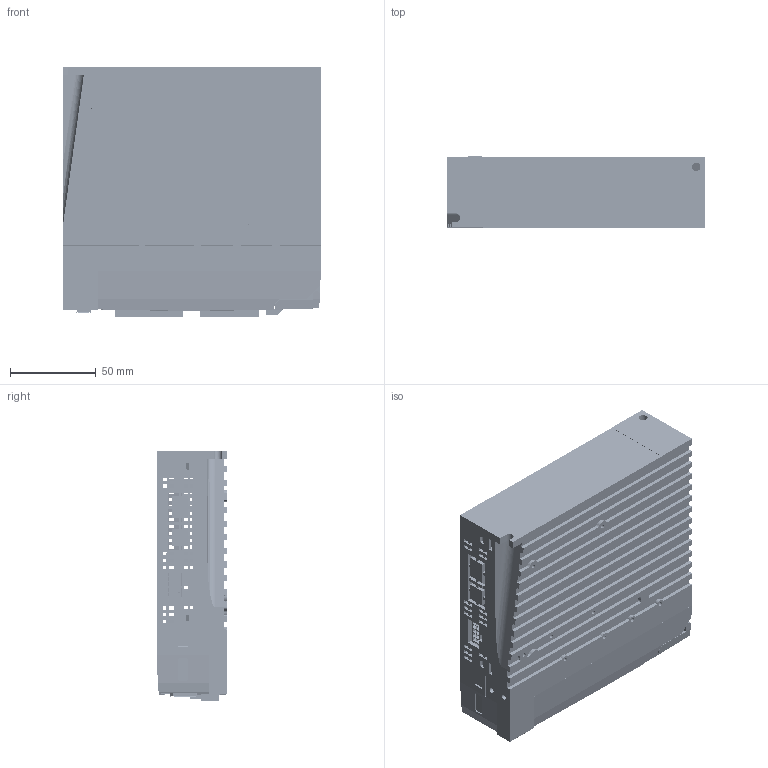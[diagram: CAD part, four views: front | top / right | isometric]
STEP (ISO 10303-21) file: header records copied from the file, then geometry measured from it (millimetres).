
FILE_DESCRIPTION (( 'STEP AP214' ), '1' );
FILE_NAME ('M3 200W準EC唳掛web1.STEP', '2018-08-17T01:39:52', ( '' ), ( '' ), 'SwSTEP 2.0', 'SolidWorks 2015', '' );
FILE_SCHEMA (( 'AUTOMOTIVE_DESIGN' ));
Length unit declared in the file: millimetre
Products named in the file (1): M3 200W準EC唳掛web1
Bounding box: 150 x 41.21 x 145.59 mm (x, y, z)
Surface area: 238414.8 mm2 (no closed solid volume)
Topology: 0 solids, 168 shells, 7436 faces, 22756 edges, 15454 vertices
Faces by surface type: plane 5529, cylinder 1767, bspline 87, cone 31, torus 16, sphere 6
Entity records: 260948 total; most frequent: CARTESIAN_POINT 49022, ORIENTED_EDGE 41965, DIRECTION 40976, EDGE_CURVE 22744, VECTOR 18282, LINE 18282, VERTEX_POINT 15454, AXIS2_PLACEMENT_3D 11347
